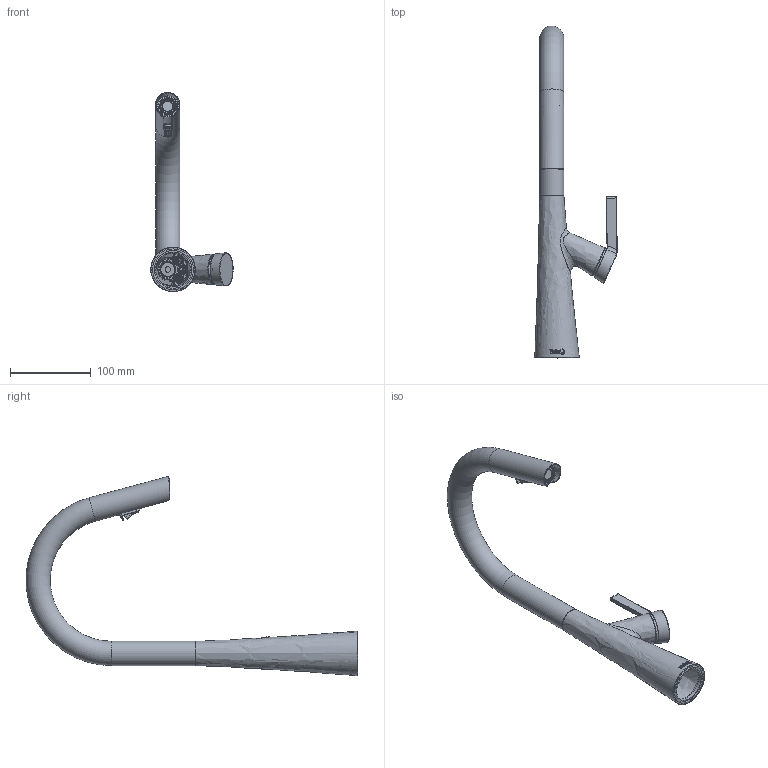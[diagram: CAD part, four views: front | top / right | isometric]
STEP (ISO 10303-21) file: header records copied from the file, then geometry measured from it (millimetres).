
FILE_DESCRIPTION(/* description */ (''),/* implementation_level */ '2;1');
FILE_NAME(/* name */ 'LK101 3D.stp',/* time_stamp */ '2018-11-28T13:28:06-05:00',/* author */ ('cjulien'),/* organization */ (''),/* preprocessor_version */ 'ST-DEVELOPER v16.13',/* originating_system */ 'Autodesk Inventor 2018',/* authorisation */ '');
FILE_SCHEMA (('AUTOMOTIVE_DESIGN { 1 0 10303 214 3 1 1 }'));
Length unit declared in the file: millimetre
Products named in the file (1): LK101_Shrinkwrap_1
Bounding box: 101.82 x 409.78 x 246.14 mm (x, y, z)
Volume: 428836.6 mm3; surface area: 195945.2 mm2
Topology: 5 solids, 7 shells, 2293 faces, 5784 edges, 3542 vertices
Faces by surface type: cylinder 744, bspline 537, plane 525, torus 322, sphere 109, cone 56
Full cylindrical faces by diameter (mm): 1.989 x1, 2.2 x18, 2.279 x1, 5 x2, 6.2 x1, 7 x1, 9.1 x3, 13.5 x1, 14 x1, 15 x1, 16 x1, 17 x1, 18.914 x1, 19.431 x2, 22.9 x1, 24 x9, 24.4 x1, 27 x1, 27.3 x1, 28 x1, 30 x2, 43 x1
Entity records: 143981 total; most frequent: CARTESIAN_POINT 91266, ORIENTED_EDGE 10989, DIRECTION 10243, EDGE_CURVE 5568, AXIS2_PLACEMENT_3D 4227, VERTEX_POINT 3489, EDGE_LOOP 2543, FACE_OUTER_BOUND 2280
